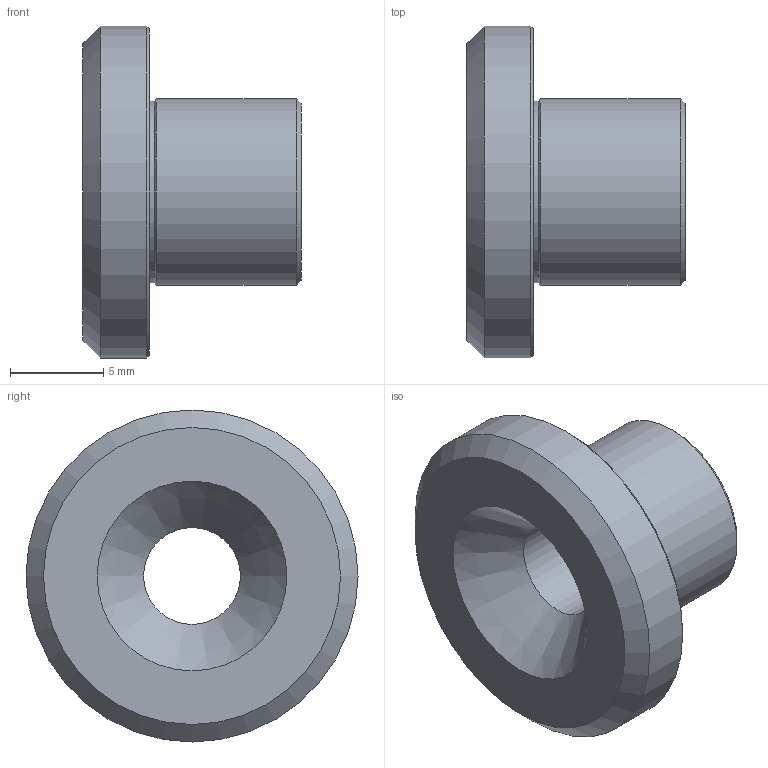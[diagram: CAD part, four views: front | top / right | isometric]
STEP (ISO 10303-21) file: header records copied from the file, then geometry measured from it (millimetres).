
FILE_DESCRIPTION(/* description */ (''),/* implementation_level */ '2;1');
FILE_NAME(/* name */ 'SSA10-Cap.step',/* time_stamp */ '2025-05-16T07:49:21-05:00',/* author */ (''),/* organization */ (''),/* preprocessor_version */ 'ST-DEVELOPER v20.1',/* originating_system */ 'Autodesk Translation Framework v14.4.0.0',/* authorisation */ '');
FILE_SCHEMA (('AUTOMOTIVE_DESIGN { 1 0 10303 214 3 1 1 }'));
Length unit declared in the file: inch
Products named in the file (1): SSA10-Cap Website
Bounding box: 11.68 x 17.78 x 17.78 mm (x, y, z)
Volume: 1169.5 mm3; surface area: 1051.2 mm2
Topology: 1 solids, 1 shells, 15 faces, 27 edges, 16 vertices
Faces by surface type: cone 7, plane 4, cylinder 4
Full cylindrical faces by diameter (mm): 5.182 x1, 9.746 x1, 10 x1, 17.78 x1
Entity records: 415 total; most frequent: DIRECTION 75, CARTESIAN_POINT 59, ORIENTED_EDGE 54, AXIS2_PLACEMENT_3D 32, EDGE_CURVE 27, EDGE_LOOP 19, CIRCLE 16, VERTEX_POINT 16
